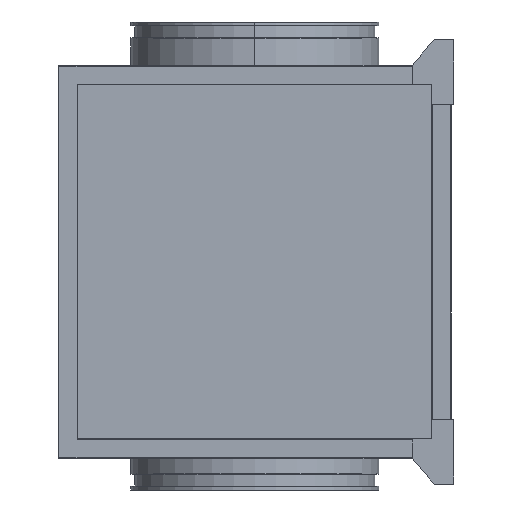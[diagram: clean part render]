
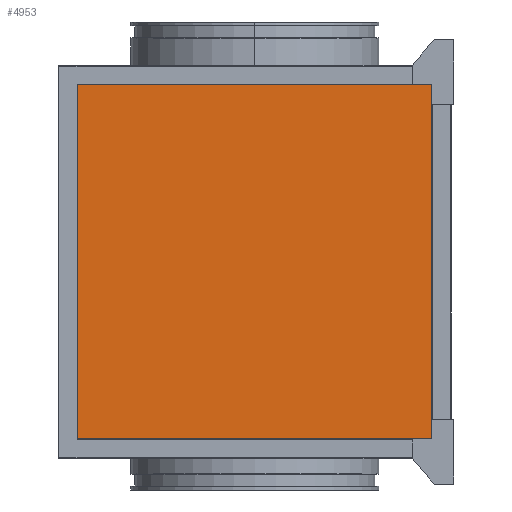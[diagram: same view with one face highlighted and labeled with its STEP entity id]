
A CAD part, left-side view. The second image highlights one B-rep face of the part: STEP entity #4953.
In plain terms, the highlighted planar face has unit normal (-1, 0, 0).
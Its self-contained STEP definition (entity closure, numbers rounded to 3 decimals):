
#2996 = CARTESIAN_POINT ( 'NONE',  ( -247., -225., 225. ) ) ;
#3012 = CARTESIAN_POINT ( 'NONE',  ( -247., -225., -225. ) ) ;
#3024 = DIRECTION ( 'NONE',  ( 0., 0., -1. ) ) ;
#3025 = VECTOR ( 'NONE', #3024, 1000. ) ;
#3026 = CARTESIAN_POINT ( 'NONE',  ( -247., 225., 225. ) ) ;
#3027 = LINE ( 'NONE', #3026, #3025 ) ;
#3028 = CARTESIAN_POINT ( 'NONE',  ( -247., 225., -225. ) ) ;
#3045 = DIRECTION ( 'NONE',  ( 0., 1., 0. ) ) ;
#3046 = VECTOR ( 'NONE', #3045, 1000. ) ;
#3047 = CARTESIAN_POINT ( 'NONE',  ( -247., -225., 225. ) ) ;
#3048 = LINE ( 'NONE', #3047, #3046 ) ;
#3086 = CARTESIAN_POINT ( 'NONE',  ( -247., 225., 225. ) ) ;
#3088 = DIRECTION ( 'NONE',  ( 0., 0., 1. ) ) ;
#3089 = VECTOR ( 'NONE', #3088, 1000. ) ;
#3090 = CARTESIAN_POINT ( 'NONE',  ( -247., -225., -225. ) ) ;
#3092 = LINE ( 'NONE', #3090, #3089 ) ;
#3102 = DIRECTION ( 'NONE',  ( 0., -1., 0. ) ) ;
#3103 = DIRECTION ( 'NONE',  ( -1., 0., 0. ) ) ;
#3104 = CARTESIAN_POINT ( 'NONE',  ( -247., 225., -225. ) ) ;
#3105 = AXIS2_PLACEMENT_3D ( 'NONE', #3104, #3103, #3102 ) ;
#3106 = PLANE ( 'NONE',  #3105 ) ;
#3108 = FACE_OUTER_BOUND ( 'NONE', #4954, .T. ) ;
#3109 = DIRECTION ( 'NONE',  ( 0., -1., 0. ) ) ;
#3110 = VECTOR ( 'NONE', #3109, 1000. ) ;
#3111 = CARTESIAN_POINT ( 'NONE',  ( -247., 225., -225. ) ) ;
#3115 = LINE ( 'NONE', #3111, #3110 ) ;
#4896 = VERTEX_POINT ( 'NONE', #3012 ) ;
#4907 = VERTEX_POINT ( 'NONE', #2996 ) ;
#4917 = EDGE_CURVE ( 'NONE', #4907, #4927, #3048, .T. ) ;
#4924 = VERTEX_POINT ( 'NONE', #3028 ) ;
#4926 = EDGE_CURVE ( 'NONE', #4927, #4924, #3027, .T. ) ;
#4927 = VERTEX_POINT ( 'NONE', #3086 ) ;
#4951 = EDGE_CURVE ( 'NONE', #4924, #4896, #3115, .T. ) ;
#4953 = ADVANCED_FACE ( 'NONE', ( #3108 ), #3106, .T. ) ;
#4954 = EDGE_LOOP ( 'NONE', ( #4955, #4956, #4957, #4958 ) ) ;
#4955 = ORIENTED_EDGE ( 'NONE', *, *, #4926, .T. ) ;
#4956 = ORIENTED_EDGE ( 'NONE', *, *, #4951, .T. ) ;
#4957 = ORIENTED_EDGE ( 'NONE', *, *, #4966, .T. ) ;
#4958 = ORIENTED_EDGE ( 'NONE', *, *, #4917, .T. ) ;
#4966 = EDGE_CURVE ( 'NONE', #4896, #4907, #3092, .T. ) ;
